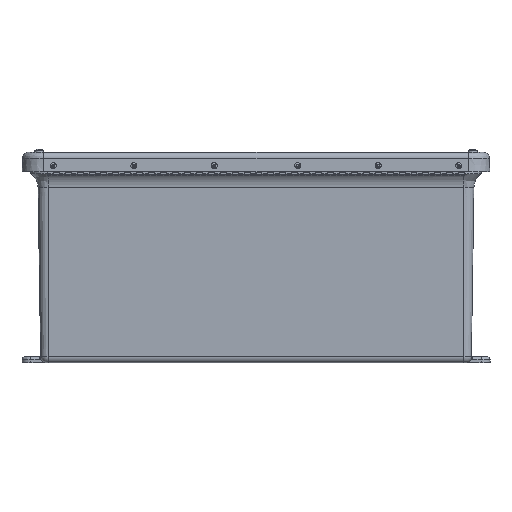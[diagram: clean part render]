
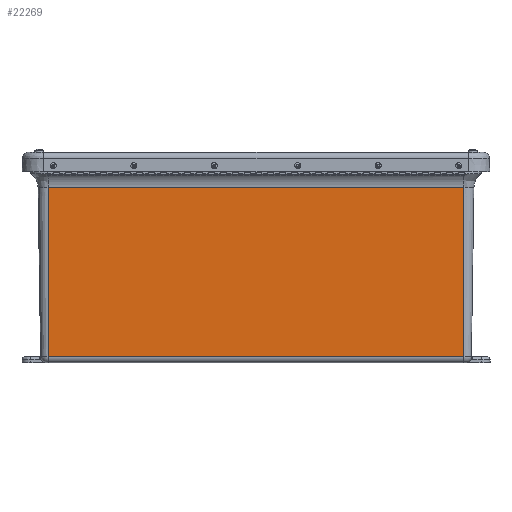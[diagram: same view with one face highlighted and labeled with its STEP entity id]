
A CAD part, left-side view. The second image highlights one B-rep face of the part: STEP entity #22269.
In plain terms, the highlighted planar face has unit normal (-1, 0, -0.015).
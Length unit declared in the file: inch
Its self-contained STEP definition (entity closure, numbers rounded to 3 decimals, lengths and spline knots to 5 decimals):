
#283 = EDGE_CURVE ( 'NONE', #4405, #46391, #44877, .T. ) ;
#2076 = ORIENTED_EDGE ( 'NONE', *, *, #26473, .T. ) ;
#2297 = DIRECTION ( 'NONE',  ( -0.015, 0., 1. ) ) ;
#2731 = EDGE_CURVE ( 'NONE', #43962, #5754, #25966, .T. ) ;
#3863 = LINE ( 'NONE', #27735, #18231 ) ;
#4405 = VERTEX_POINT ( 'NONE', #13945 ) ;
#5717 = CARTESIAN_POINT ( 'NONE',  ( -8.13801, 8.71875, -1.22378 ) ) ;
#5754 = VERTEX_POINT ( 'NONE', #5717 ) ;
#8293 = VECTOR ( 'NONE', #15684, 39.37008 ) ;
#8805 = EDGE_LOOP ( 'NONE', ( #28178, #2076, #26091, #28272, #26250, #13920 ) ) ;
#10231 = EDGE_CURVE ( 'NONE', #4405, #28319, #41108, .T. ) ;
#11586 = EDGE_CURVE ( 'NONE', #5754, #46391, #3863, .T. ) ;
#12726 = DIRECTION ( 'NONE',  ( 0., -1., 0.003 ) ) ;
#13745 = VECTOR ( 'NONE', #12726, 39.37008 ) ;
#13920 = ORIENTED_EDGE ( 'NONE', *, *, #2731, .F. ) ;
#13945 = CARTESIAN_POINT ( 'NONE',  ( -8.13801, -8.7088, -1.22381 ) ) ;
#13962 = VECTOR ( 'NONE', #27122, 39.37008 ) ;
#15477 = FACE_OUTER_BOUND ( 'NONE', #8805, .T. ) ;
#15684 = DIRECTION ( 'NONE',  ( 0., 1., 0. ) ) ;
#18231 = VECTOR ( 'NONE', #46188, 39.37008 ) ;
#21216 = CARTESIAN_POINT ( 'NONE',  ( -8.15623, 8.71875, -0.0028 ) ) ;
#22269 = ADVANCED_FACE ( 'NONE', ( #15477 ), #43040, .T. ) ;
#24280 = AXIS2_PLACEMENT_3D ( 'NONE', #21216, #39519, #28695 ) ;
#24652 = EDGE_CURVE ( 'NONE', #40033, #43962, #43174, .T. ) ;
#25966 = LINE ( 'NONE', #30449, #13962 ) ;
#26091 = ORIENTED_EDGE ( 'NONE', *, *, #10231, .F. ) ;
#26250 = ORIENTED_EDGE ( 'NONE', *, *, #11586, .F. ) ;
#26473 = EDGE_CURVE ( 'NONE', #40033, #28319, #42861, .T. ) ;
#27122 = DIRECTION ( 'NONE',  ( -0.015, 0., 1. ) ) ;
#27735 = CARTESIAN_POINT ( 'NONE',  ( -8.13801, 8.7088, -1.22381 ) ) ;
#28178 = ORIENTED_EDGE ( 'NONE', *, *, #24652, .F. ) ;
#28272 = ORIENTED_EDGE ( 'NONE', *, *, #283, .T. ) ;
#28319 = VERTEX_POINT ( 'NONE', #38171 ) ;
#28695 = DIRECTION ( 'NONE',  ( 0.015, 0., -1. ) ) ;
#30449 = CARTESIAN_POINT ( 'NONE',  ( -8.15623, 8.71875, -0.0028 ) ) ;
#33801 = CARTESIAN_POINT ( 'NONE',  ( -8.03215, 0., -8.31623 ) ) ;
#34002 = CARTESIAN_POINT ( 'NONE',  ( -8.03215, -8.71875, -8.31623 ) ) ;
#36756 = CARTESIAN_POINT ( 'NONE',  ( -8.13801, 8.7088, -1.22381 ) ) ;
#38089 = CARTESIAN_POINT ( 'NONE',  ( -8.13801, -8.71875, -1.22378 ) ) ;
#38171 = CARTESIAN_POINT ( 'NONE',  ( -8.13801, -8.71875, -1.22378 ) ) ;
#38614 = CARTESIAN_POINT ( 'NONE',  ( -8.03215, 8.71875, -8.31623 ) ) ;
#38646 = VECTOR ( 'NONE', #40388, 39.37008 ) ;
#38870 = VECTOR ( 'NONE', #2297, 39.37008 ) ;
#39519 = DIRECTION ( 'NONE',  ( -1., 0., -0.015 ) ) ;
#40033 = VERTEX_POINT ( 'NONE', #34002 ) ;
#40388 = DIRECTION ( 'NONE',  ( 0., 1., 0. ) ) ;
#41108 = LINE ( 'NONE', #38089, #13745 ) ;
#42861 = LINE ( 'NONE', #45432, #38870 ) ;
#43040 = PLANE ( 'NONE',  #24280 ) ;
#43174 = LINE ( 'NONE', #33801, #8293 ) ;
#43962 = VERTEX_POINT ( 'NONE', #38614 ) ;
#44669 = CARTESIAN_POINT ( 'NONE',  ( -8.13801, 8.71875, -1.22381 ) ) ;
#44877 = LINE ( 'NONE', #44669, #38646 ) ;
#45432 = CARTESIAN_POINT ( 'NONE',  ( -8.15623, -8.71875, -0.0028 ) ) ;
#46188 = DIRECTION ( 'NONE',  ( 0., -1., -0.003 ) ) ;
#46391 = VERTEX_POINT ( 'NONE', #36756 ) ;
